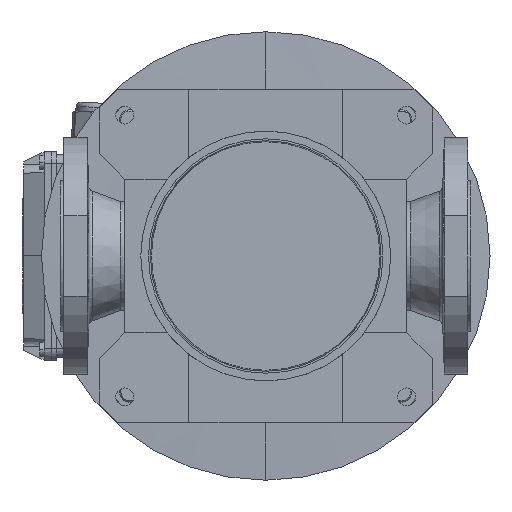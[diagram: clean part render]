
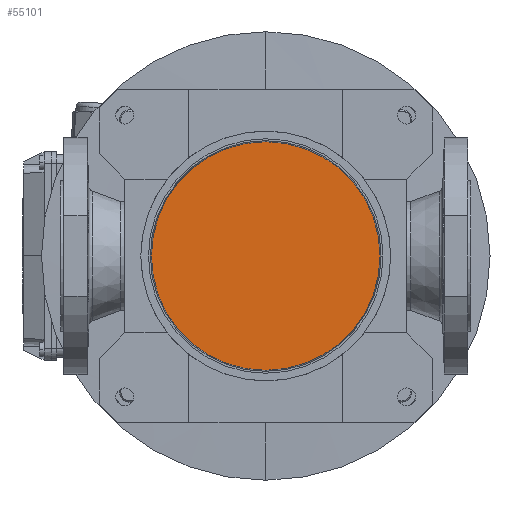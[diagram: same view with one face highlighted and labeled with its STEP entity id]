
A CAD part, front view. The second image highlights one B-rep face of the part: STEP entity #55101.
In plain terms, the highlighted planar face has unit normal (0, -1, 0).
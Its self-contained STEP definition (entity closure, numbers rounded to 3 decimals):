
#2274 = CARTESIAN_POINT ( 'NONE',  ( 0., -46., 0. ) ) ;
#4814 = CARTESIAN_POINT ( 'NONE',  ( 0., -46., 0. ) ) ;
#7395 = VERTEX_POINT ( 'NONE', #111937 ) ;
#11341 = VERTEX_POINT ( 'NONE', #43398 ) ;
#11956 = FACE_OUTER_BOUND ( 'NONE', #118213, .T. ) ;
#17661 = CARTESIAN_POINT ( 'NONE',  ( 0., -46., 0. ) ) ;
#21412 = AXIS2_PLACEMENT_3D ( 'NONE', #17661, #56437, #76446 ) ;
#22261 = DIRECTION ( 'NONE',  ( 0., 0., -1. ) ) ;
#24169 = DIRECTION ( 'NONE',  ( 0., 1., 0. ) ) ;
#27576 = CIRCLE ( 'NONE', #97729, 89.214 ) ;
#34476 = DIRECTION ( 'NONE',  ( 0., 0., 1. ) ) ;
#41630 = DIRECTION ( 'NONE',  ( 0., -1., 0. ) ) ;
#43398 = CARTESIAN_POINT ( 'NONE',  ( 0., -46., 89.214 ) ) ;
#53845 = ORIENTED_EDGE ( 'NONE', *, *, #77163, .F. ) ;
#55101 = ADVANCED_FACE ( 'NONE', ( #11956 ), #71988, .T. ) ;
#56437 = DIRECTION ( 'NONE',  ( 0., 1., 0. ) ) ;
#71988 = PLANE ( 'NONE',  #94772 ) ;
#76446 = DIRECTION ( 'NONE',  ( 0., 0., 1. ) ) ;
#77102 = EDGE_CURVE ( 'NONE', #11341, #7395, #27576, .T. ) ;
#77163 = EDGE_CURVE ( 'NONE', #7395, #11341, #120323, .T. ) ;
#91366 = ORIENTED_EDGE ( 'NONE', *, *, #77102, .F. ) ;
#94772 = AXIS2_PLACEMENT_3D ( 'NONE', #2274, #41630, #22261 ) ;
#97729 = AXIS2_PLACEMENT_3D ( 'NONE', #4814, #24169, #34476 ) ;
#111937 = CARTESIAN_POINT ( 'NONE',  ( 0., -46., -89.214 ) ) ;
#118213 = EDGE_LOOP ( 'NONE', ( #53845, #91366 ) ) ;
#120323 = CIRCLE ( 'NONE', #21412, 89.214 ) ;
